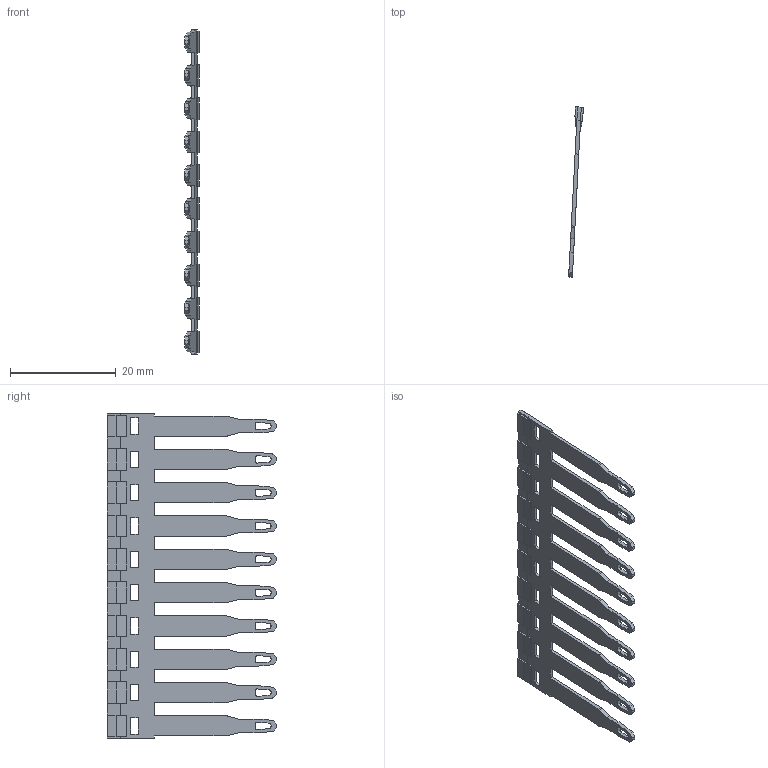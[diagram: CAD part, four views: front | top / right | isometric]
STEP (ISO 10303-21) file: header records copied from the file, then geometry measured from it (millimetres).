
FILE_DESCRIPTION((''),'2;1');
FILE_NAME('PTP0510R_ASM','2022-09-23T09:07:00',('klemen.sitar'),('Audax d.o.o.'),'CREO PARAMETRIC BY PTC INC, 2021304','CREO PARAMETRIC BY PTC INC, 2021304','');
FILE_SCHEMA(('AP242_MANAGED_MODEL_BASED_3D_ENGINEERING_MIM_LF { 1 0 10303 442 1 1 4 }'));
Length unit declared in the file: millimetre
Products named in the file (3): PTP0510R-137890; PRT0001; PTP0510R_ASM
Assembly tree (2 placements, depth 2):
  PTP0510R_ASM
    PTP0510R-137890
    PRT0001
Bounding box: 2.78 x 32.11 x 61.4 mm (x, y, z)
Volume: 963.3 mm3; surface area: 3350.9 mm2
Topology: 2 solids, 2 shells, 432 faces, 1244 edges, 816 vertices
Faces by surface type: plane 332, cylinder 80, extrusion 20
Entity records: 22456 total; most frequent: CARTESIAN_POINT 3833, ORIENTED_EDGE 2488, DIRECTION 2224, PRESENTATION_STYLE_ASSIGNMENT 1702, STYLED_ITEM 1702, CURVE_STYLE 1268, EDGE_CURVE 1244, VECTOR 1064
